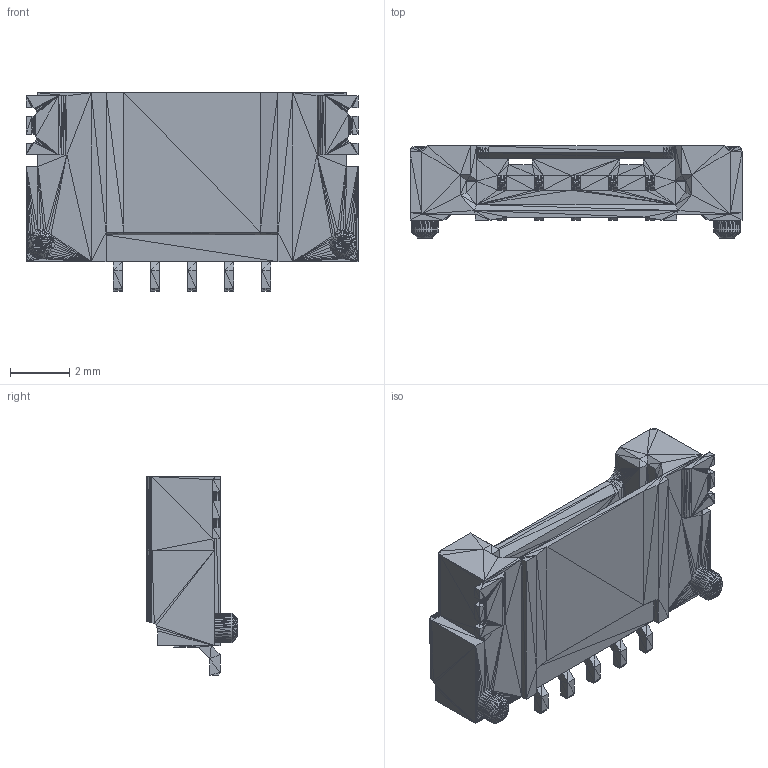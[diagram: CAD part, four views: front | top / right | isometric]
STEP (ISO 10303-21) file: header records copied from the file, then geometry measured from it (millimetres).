
FILE_DESCRIPTION(/* description */ (''),/* implementation_level */ '2;1');
FILE_NAME(/* name */ 'DF14-5P-1.25H v1.step',/* time_stamp */ '2018-08-03T00:52:58-04:00',/* author */ ('vogel.sohei'),/* organization */ (''),/* preprocessor_version */ 'ST-DEVELOPER v17',/* originating_system */ 'Autodesk Translation Framework v7.1.0.215',/* authorisation */ '');
FILE_SCHEMA (('AUTOMOTIVE_DESIGN { 1 0 10303 214 3 1 1 }'));
Length unit declared in the file: millimetre
Products named in the file (1): DF14-5P-1.25H
Bounding box: 11.2 x 3.1 x 6.7 mm (x, y, z)
Volume: 89.7 mm3; surface area: 317 mm2
Topology: 1 solids, 1 shells, 2640 faces, 3960 edges, 1318 vertices
Faces by surface type: plane 2640
Entity records: 51524 total; most frequent: DIRECTION 9242, ORIENTED_EDGE 7920, CARTESIAN_POINT 7919, LINE 3960, VECTOR 3960, EDGE_CURVE 3960, AXIS2_PLACEMENT_3D 2641, FACE_OUTER_BOUND 2640
